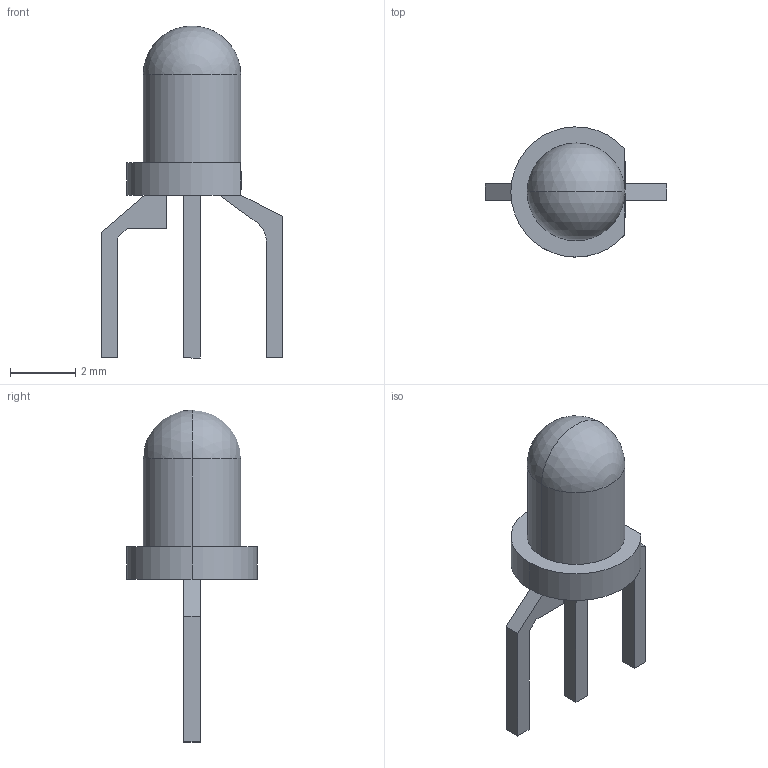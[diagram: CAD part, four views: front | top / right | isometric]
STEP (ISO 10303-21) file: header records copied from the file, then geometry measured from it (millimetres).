
FILE_DESCRIPTION (( 'STEP AP214' ), '1' );
FILE_NAME ('LED-TH_3P-BD4.0-H5.2-P2.54.step', '2022-07-08T13:09:34', ( '' ), ( '' ), 'SwSTEP 2.0', 'SolidWorks 2020', '' );
FILE_SCHEMA (( 'AUTOMOTIVE_DESIGN' ));
Length unit declared in the file: millimetre
Products named in the file (1): LED-TH_3P-BD4.0-H5.2-P2.54
Bounding box: 5.58 x 4 x 10.2 mm (x, y, z)
Volume: 42.2 mm3; surface area: 102.2 mm2
Topology: 1 solids, 1 shells, 255 faces, 695 edges, 461 vertices
Faces by surface type: plane 150, bspline 98, cylinder 5, sphere 2
Entity records: 11308 total; most frequent: CARTESIAN_POINT 2712, ORIENTED_EDGE 1382, DIRECTION 819, EDGE_CURVE 691, VECTOR 479, LINE 479, VERTEX_POINT 459, EDGE_LOOP 276
